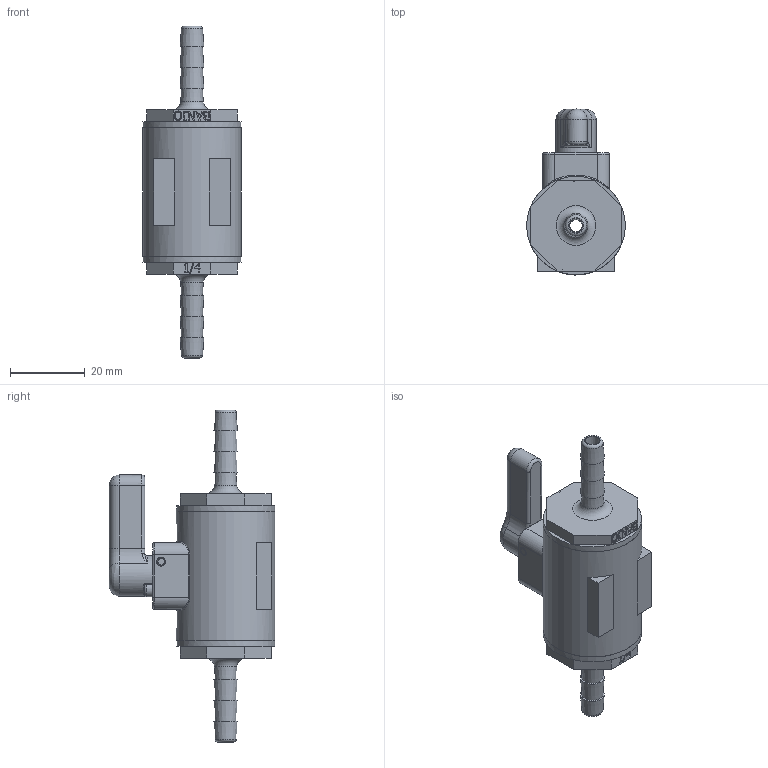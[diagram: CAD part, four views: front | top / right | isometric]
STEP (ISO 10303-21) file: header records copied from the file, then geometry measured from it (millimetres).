
FILE_DESCRIPTION((''),'2;1');
FILE_NAME('LVHB025V.stp','2012-09-12T10:15:28',('areid'),(''),'Autodesk Inventor 2012','Autodesk Inventor 2012','');
FILE_SCHEMA(('AUTOMOTIVE_DESIGN { 1 0 10303 214 1 1 1 1 }'));
Length unit declared in the file: inch
Products named in the file (9): LVHB025V; LV038SUBV; LV03254A; AQ010V; LV02153B; LEV03255; WS10002; LVHB02256; LV03258V
Assembly tree (10 placements, depth 3):
  LVHB025V
    LV038SUBV
      LV03254A
      AQ010V
      LV02153B
      LEV03255
      WS10002
    LVHB02256  x2
    LV03258V  x2
Bounding box: 26.29 x 44.26 x 88.65 mm (x, y, z)
Volume: 25580.7 mm3; surface area: 17159.8 mm2
Topology: 9 solids, 9 shells, 643 faces, 1564 edges, 983 vertices
Faces by surface type: plane 310, bspline 133, cylinder 101, torus 53, cone 36, sphere 10
Full cylindrical faces by diameter (mm): 2.362 x3, 6.35 x1, 6.375 x1, 9.347 x1, 9.449 x1, 9.525 x1, 9.55 x1, 10.693 x2, 10.795 x1, 19.939 x2, 20.625 x2, 21.082 x2, 21.463 x2, 23.368 x2, 26.289 x3
Entity records: 17204 total; most frequent: CARTESIAN_POINT 6502, ORIENTED_EDGE 2206, DIRECTION 1966, EDGE_CURVE 1103, AXIS2_PLACEMENT_3D 746, VERTEX_POINT 721, EDGE_LOOP 586, FACE_OUTER_BOUND 483
